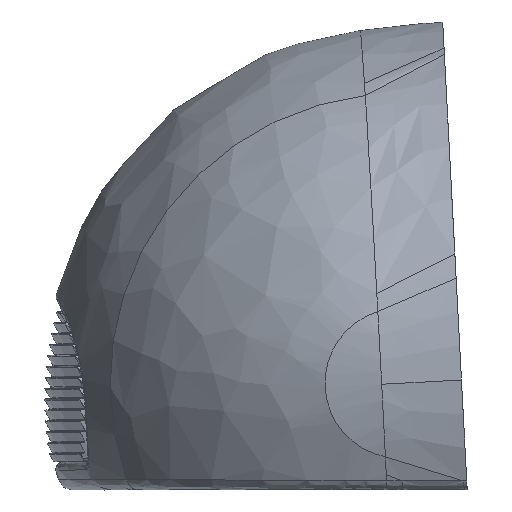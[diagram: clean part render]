
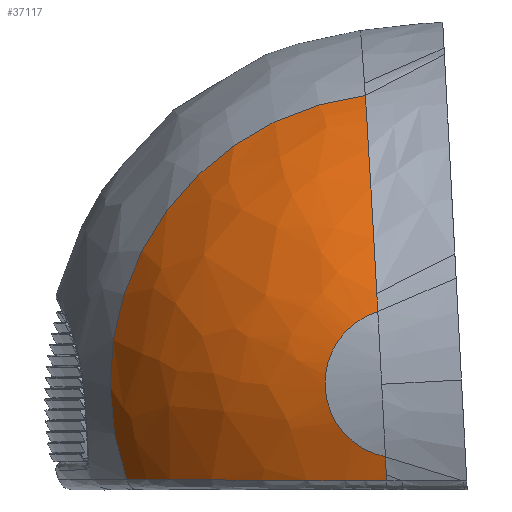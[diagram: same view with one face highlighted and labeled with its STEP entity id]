
A CAD part, left-side view. The second image highlights one B-rep face of the part: STEP entity #37117.
In plain terms, the highlighted free-form (B-spline) face has degree [3, 3] with [4, 4] control points.
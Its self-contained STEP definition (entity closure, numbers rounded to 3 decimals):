
#8561=CARTESIAN_POINT('',(-58.217,12.48,27.106));
#8562=CARTESIAN_POINT('',(-57.912,12.528,27.91));
#8563=CARTESIAN_POINT('',(-57.219,12.621,29.624));
#8564=CARTESIAN_POINT('',(-55.871,12.772,32.477));
#8565=CARTESIAN_POINT('',(-54.165,12.949,35.564));
#8566=CARTESIAN_POINT('',(-51.951,13.147,38.974));
#8567=CARTESIAN_POINT('',(-49.234,13.333,42.467));
#8568=CARTESIAN_POINT('',(-46.688,13.522,45.241));
#8569=CARTESIAN_POINT('',(-44.291,13.656,47.536));
#8570=CARTESIAN_POINT('',(-42.049,13.756,49.445));
#8571=CARTESIAN_POINT('',(-39.803,13.857,51.162));
#8572=CARTESIAN_POINT('',(-37.342,13.962,52.841));
#8573=CARTESIAN_POINT('',(-35.513,14.038,53.937));
#8574=CARTESIAN_POINT('',(-34.553,14.076,54.471));
#8845=CARTESIAN_POINT('',(-34.553,47.029,1.419));
#8887=CARTESIAN_POINT('',(-34.553,14.076,54.471));
#8889=CARTESIAN_POINT('',(-34.553,9.284,14.734));
#8890=DIRECTION('',(-1.,0.,0.));
#8891=DIRECTION('',(0.,0.12,0.993));
#8892=AXIS2_PLACEMENT_3D('',#8889,#8890,#8891);
#9014=CARTESIAN_POINT('',(-57.891,11.13,1.257));
#9015=CARTESIAN_POINT('',(-57.847,11.893,1.252));
#9016=CARTESIAN_POINT('',(-57.722,13.365,1.268));
#9017=CARTESIAN_POINT('',(-57.395,15.527,1.276));
#9018=CARTESIAN_POINT('',(-56.967,17.569,1.291));
#9019=CARTESIAN_POINT('',(-56.433,19.577,1.305));
#9020=CARTESIAN_POINT('',(-55.783,21.603,1.32));
#9021=CARTESIAN_POINT('',(-54.983,23.718,1.333));
#9022=CARTESIAN_POINT('',(-53.973,26.012,1.347));
#9023=CARTESIAN_POINT('',(-52.673,28.554,1.361));
#9024=CARTESIAN_POINT('',(-50.995,31.366,1.374));
#9025=CARTESIAN_POINT('',(-48.868,34.404,1.386));
#9026=CARTESIAN_POINT('',(-46.176,37.66,1.396));
#9027=CARTESIAN_POINT('',(-42.766,41.087,1.407));
#9028=CARTESIAN_POINT('',(-38.801,44.324,1.409));
#9029=CARTESIAN_POINT('',(-36.003,46.175,1.427));
#9030=CARTESIAN_POINT('',(-34.553,47.029,1.419));
#9032=CARTESIAN_POINT('',(-58.217,12.48,27.106));
#9033=CARTESIAN_POINT('',(-58.532,12.434,26.273));
#9034=CARTESIAN_POINT('',(-58.82,12.388,25.447));
#9035=CARTESIAN_POINT('',(-59.083,12.344,24.626));
#9037=CARTESIAN_POINT('',(-59.083,9.284,14.734));
#9038=DIRECTION('',(-1.,0.,0.));
#9039=DIRECTION('',(0.,0.295,0.955));
#9040=AXIS2_PLACEMENT_3D('',#9037,#9038,#9039);
#9042=CARTESIAN_POINT('',(-59.083,11.293,4.577));
#9043=CARTESIAN_POINT('',(-58.82,11.252,3.756));
#9044=CARTESIAN_POINT('',(-58.532,11.21,2.93));
#9045=CARTESIAN_POINT('',(-58.217,11.169,2.097));
#9047=CARTESIAN_POINT('',(-58.217,11.169,2.097));
#9048=CARTESIAN_POINT('',(-58.182,11.165,2.003));
#9049=CARTESIAN_POINT('',(-58.11,11.156,1.817));
#9050=CARTESIAN_POINT('',(-58.,11.143,1.533));
#9051=CARTESIAN_POINT('',(-57.927,11.134,1.349));
#9052=CARTESIAN_POINT('',(-57.891,11.13,1.257));
#18607=VERTEX_POINT('',#8845);
#18612=VERTEX_POINT('',#8887);
#18625=VERTEX_POINT('',#9014);
#18627=VERTEX_POINT('',#8561);
#18628=VERTEX_POINT('',#9035);
#18629=CARTESIAN_POINT('',(-59.083,11.293,
4.577));
#18630=VERTEX_POINT('',#18629);
#18631=VERTEX_POINT('',#9045);
#37088=CARTESIAN_POINT('',(-59.325,10.036,
5.159));
#37089=CARTESIAN_POINT('',(-55.128,11.084,
-8.165));
#37090=CARTESIAN_POINT('',(-46.201,11.93,
-18.93));
#37091=CARTESIAN_POINT('',(-33.862,12.449,
-25.544));
#37092=CARTESIAN_POINT('',(-59.325,26.784,
6.476));
#37093=CARTESIAN_POINT('',(-55.128,51.137,
-5.018));
#37094=CARTESIAN_POINT('',(-46.201,70.811,
-14.302));
#37095=CARTESIAN_POINT('',(-33.862,82.901,
-20.008));
#37096=CARTESIAN_POINT('',(-59.325,26.648,
23.274));
#37097=CARTESIAN_POINT('',(-55.128,50.813,
35.158));
#37098=CARTESIAN_POINT('',(-46.201,70.335,
44.759));
#37099=CARTESIAN_POINT('',(-33.862,82.331,
50.658));
#37100=CARTESIAN_POINT('',(-59.325,9.882,
24.32));
#37101=CARTESIAN_POINT('',(-55.128,10.714,
37.66));
#37102=CARTESIAN_POINT('',(-46.201,11.387,
48.436));
#37103=CARTESIAN_POINT('',(-33.862,11.8,
55.059));
#37104=(BOUNDED_SURFACE()B_SPLINE_SURFACE(3,3,((#37088,#37089,#37090,#37091),(
#37092,#37093,#37094,#37095),(#37096,#37097,#37098,#37099),(#37100,#37101,
#37102,#37103)),.UNSPECIFIED.,.F.,.F.,.F.)B_SPLINE_SURFACE_WITH_KNOTS((4,4),(4,
4),(0.,1.),(0.,1.),.UNSPECIFIED.)GEOMETRIC_REPRESENTATION_ITEM()RATIONAL_B_SPLINE_SURFACE(((1.94,1.845,1.845,
1.94),(0.738,0.701,0.701,
0.738),(0.738,0.701,0.701,
0.738),(1.94,1.845,1.845,
1.94)))REPRESENTATION_ITEM('')SURFACE());
#37106=ORIENTED_EDGE('',*,*,#37105,.T.);
#37107=ORIENTED_EDGE('',*,*,#36877,.F.);
#37108=ORIENTED_EDGE('',*,*,#36170,.F.);
#37109=ORIENTED_EDGE('',*,*,#36203,.T.);
#37111=ORIENTED_EDGE('',*,*,#37110,.T.);
#37112=ORIENTED_EDGE('',*,*,#36308,.T.);
#37114=ORIENTED_EDGE('',*,*,#37113,.T.);
#37115=EDGE_LOOP('',(#37106,#37107,#37108,#37109,#37111,#37112,#37114));
#37116=FACE_OUTER_BOUND('',#37115,.F.);
#37117=ADVANCED_FACE('',(#37116),#37104,.T.);
#8575=B_SPLINE_CURVE_WITH_KNOTS('',3,(#8561,#8562,#8563,#8564,#8565,#8566,#8567,
#8568,#8569,#8570,#8571,#8572,#8573,#8574),.UNSPECIFIED.,.F.,.F.,(4,1,1,1,1,1,1,
1,1,1,1,4),(0.,0.091,0.182,0.273,
0.364,0.455,0.545,0.636,
0.727,0.818,0.909,1.),.UNSPECIFIED.);
#8893=CIRCLE('',#8892,40.025);
#9031=B_SPLINE_CURVE_WITH_KNOTS('',3,(#9014,#9015,#9016,#9017,#9018,#9019,#9020,
#9021,#9022,#9023,#9024,#9025,#9026,#9027,#9028,#9029,#9030),.UNSPECIFIED.,.F.,
.F.,(4,1,1,1,1,1,1,1,1,1,1,1,1,1,4),(0.,0.071,0.143,
0.214,0.286,0.357,0.429,0.5,
0.571,0.643,0.714,0.786,
0.857,0.929,1.),.UNSPECIFIED.);
#9036=B_SPLINE_CURVE_WITH_KNOTS('',3,(#9032,#9033,#9034,#9035),.UNSPECIFIED.,
.F.,.F.,(4,4),(0.,1.),.UNSPECIFIED.);
#9041=CIRCLE('',#9040,10.354);
#9046=B_SPLINE_CURVE_WITH_KNOTS('',3,(#9042,#9043,#9044,#9045),.UNSPECIFIED.,
.F.,.F.,(4,4),(0.,1.),.UNSPECIFIED.);
#9053=B_SPLINE_CURVE_WITH_KNOTS('',3,(#9047,#9048,#9049,#9050,#9051,#9052),
.UNSPECIFIED.,.F.,.F.,(4,1,1,4),(0.,0.333,0.667,1.),
.UNSPECIFIED.);
#36170=EDGE_CURVE('',#18627,#18612,#8575,.T.);
#36203=EDGE_CURVE('',#18627,#18628,#9036,.T.);
#36308=EDGE_CURVE('',#18630,#18631,#9046,.T.);
#36877=EDGE_CURVE('',#18612,#18607,#8893,.T.);
#37105=EDGE_CURVE('',#18625,#18607,#9031,.T.);
#37110=EDGE_CURVE('',#18628,#18630,#9041,.T.);
#37113=EDGE_CURVE('',#18631,#18625,#9053,.T.);
